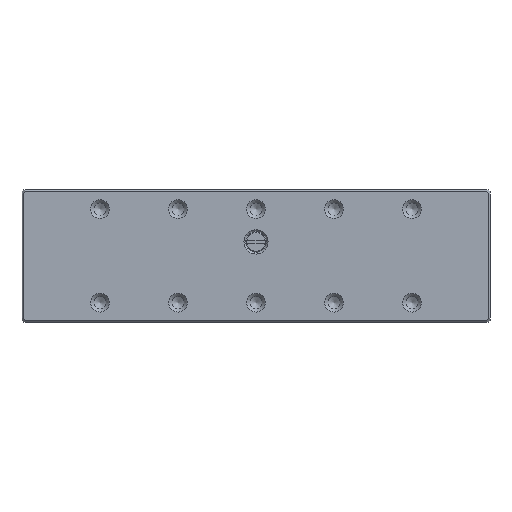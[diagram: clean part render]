
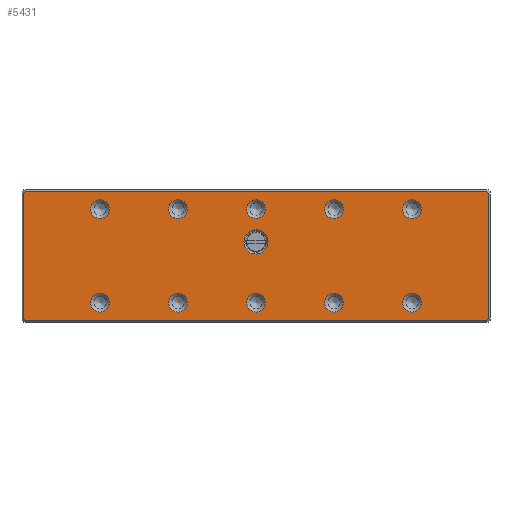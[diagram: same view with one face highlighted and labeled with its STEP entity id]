
A CAD part, top view. The second image highlights one B-rep face of the part: STEP entity #5431.
In plain terms, the highlighted planar face has unit normal (0, 0, 1).
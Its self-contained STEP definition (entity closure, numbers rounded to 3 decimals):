
#4337=FACE_BOUND('',#9745,.T.);
#4338=FACE_BOUND('',#9746,.T.);
#4339=FACE_BOUND('',#9747,.T.);
#4340=FACE_BOUND('',#9748,.T.);
#4341=FACE_BOUND('',#9749,.T.);
#4342=FACE_BOUND('',#9750,.T.);
#4343=FACE_BOUND('',#9751,.T.);
#4344=FACE_BOUND('',#9752,.T.);
#4345=FACE_BOUND('',#9753,.T.);
#4346=FACE_BOUND('',#9754,.T.);
#4347=FACE_BOUND('',#9755,.T.);
#4348=FACE_BOUND('',#9756,.T.);
#5431=ADVANCED_FACE('',(#4337,#4338,#4339,#4340,#4341,#4342,#4343,#4344,
#4345,#4346,#4347,#4348),#6926,.F.);
#6926=PLANE('',#34446);
#9745=EDGE_LOOP('',(#14442));
#9746=EDGE_LOOP('',(#14443));
#9747=EDGE_LOOP('',(#14444));
#9748=EDGE_LOOP('',(#14445));
#9749=EDGE_LOOP('',(#14446));
#9750=EDGE_LOOP('',(#14447));
#9751=EDGE_LOOP('',(#14448));
#9752=EDGE_LOOP('',(#14449));
#9753=EDGE_LOOP('',(#14450));
#9754=EDGE_LOOP('',(#14451));
#9755=EDGE_LOOP('',(#14452));
#9756=EDGE_LOOP('',(#14453,#14454,#14455,#14456,#14457,#14458,#14459,#14460));
#10803=CIRCLE('',#34435,1.55);
#10804=CIRCLE('',#34436,1.2);
#10805=CIRCLE('',#34437,1.2);
#10806=CIRCLE('',#34438,1.2);
#10807=CIRCLE('',#34439,1.2);
#10808=CIRCLE('',#34440,1.2);
#10809=CIRCLE('',#34441,1.2);
#10810=CIRCLE('',#34442,1.2);
#10811=CIRCLE('',#34443,1.2);
#10812=CIRCLE('',#34444,1.2);
#10813=CIRCLE('',#34445,1.2);
#14442=ORIENTED_EDGE('',*,*,#24375,.T.);
#14443=ORIENTED_EDGE('',*,*,#24376,.T.);
#14444=ORIENTED_EDGE('',*,*,#24377,.T.);
#14445=ORIENTED_EDGE('',*,*,#24378,.T.);
#14446=ORIENTED_EDGE('',*,*,#24379,.T.);
#14447=ORIENTED_EDGE('',*,*,#24380,.T.);
#14448=ORIENTED_EDGE('',*,*,#24381,.T.);
#14449=ORIENTED_EDGE('',*,*,#24382,.T.);
#14450=ORIENTED_EDGE('',*,*,#24383,.T.);
#14451=ORIENTED_EDGE('',*,*,#24384,.T.);
#14452=ORIENTED_EDGE('',*,*,#24385,.T.);
#14453=ORIENTED_EDGE('',*,*,#24386,.T.);
#14454=ORIENTED_EDGE('',*,*,#24387,.T.);
#14455=ORIENTED_EDGE('',*,*,#24388,.T.);
#14456=ORIENTED_EDGE('',*,*,#24389,.T.);
#14457=ORIENTED_EDGE('',*,*,#24390,.T.);
#14458=ORIENTED_EDGE('',*,*,#24391,.T.);
#14459=ORIENTED_EDGE('',*,*,#24392,.T.);
#14460=ORIENTED_EDGE('',*,*,#24393,.T.);
#21098=VERTEX_POINT('',#47045);
#21099=VERTEX_POINT('',#47047);
#21100=VERTEX_POINT('',#47049);
#21101=VERTEX_POINT('',#47051);
#21102=VERTEX_POINT('',#47053);
#21103=VERTEX_POINT('',#47055);
#21104=VERTEX_POINT('',#47057);
#21105=VERTEX_POINT('',#47059);
#21106=VERTEX_POINT('',#47061);
#21107=VERTEX_POINT('',#47063);
#21108=VERTEX_POINT('',#47065);
#21109=VERTEX_POINT('',#47067);
#21110=VERTEX_POINT('',#47068);
#21111=VERTEX_POINT('',#47070);
#21112=VERTEX_POINT('',#47072);
#21113=VERTEX_POINT('',#47074);
#21114=VERTEX_POINT('',#47076);
#21115=VERTEX_POINT('',#47078);
#21116=VERTEX_POINT('',#47080);
#24375=EDGE_CURVE('',#21098,#21098,#10803,.T.);
#24376=EDGE_CURVE('',#21099,#21099,#10804,.T.);
#24377=EDGE_CURVE('',#21100,#21100,#10805,.T.);
#24378=EDGE_CURVE('',#21101,#21101,#10806,.T.);
#24379=EDGE_CURVE('',#21102,#21102,#10807,.T.);
#24380=EDGE_CURVE('',#21103,#21103,#10808,.T.);
#24381=EDGE_CURVE('',#21104,#21104,#10809,.T.);
#24382=EDGE_CURVE('',#21105,#21105,#10810,.T.);
#24383=EDGE_CURVE('',#21106,#21106,#10811,.T.);
#24384=EDGE_CURVE('',#21107,#21107,#10812,.T.);
#24385=EDGE_CURVE('',#21108,#21108,#10813,.T.);
#24386=EDGE_CURVE('',#21109,#21110,#28361,.T.);
#24387=EDGE_CURVE('',#21110,#21111,#28362,.T.);
#24388=EDGE_CURVE('',#21111,#21112,#28363,.T.);
#24389=EDGE_CURVE('',#21112,#21113,#28364,.T.);
#24390=EDGE_CURVE('',#21113,#21114,#28365,.T.);
#24391=EDGE_CURVE('',#21114,#21115,#28366,.T.);
#24392=EDGE_CURVE('',#21115,#21116,#28367,.T.);
#24393=EDGE_CURVE('',#21116,#21109,#28368,.T.);
#28361=LINE('',#47066,#32099);
#28362=LINE('',#47069,#32100);
#28363=LINE('',#47071,#32101);
#28364=LINE('',#47073,#32102);
#28365=LINE('',#47075,#32103);
#28366=LINE('',#47077,#32104);
#28367=LINE('',#47079,#32105);
#28368=LINE('',#47081,#32106);
#32099=VECTOR('',#38573,1.);
#32100=VECTOR('',#38574,1.);
#32101=VECTOR('',#38575,1.);
#32102=VECTOR('',#38576,1.);
#32103=VECTOR('',#38577,1.);
#32104=VECTOR('',#38578,1.);
#32105=VECTOR('',#38579,1.);
#32106=VECTOR('',#38580,1.);
#34435=AXIS2_PLACEMENT_3D('',#47044,#38551,#38552);
#34436=AXIS2_PLACEMENT_3D('',#47046,#38553,#38554);
#34437=AXIS2_PLACEMENT_3D('',#47048,#38555,#38556);
#34438=AXIS2_PLACEMENT_3D('',#47050,#38557,#38558);
#34439=AXIS2_PLACEMENT_3D('',#47052,#38559,#38560);
#34440=AXIS2_PLACEMENT_3D('',#47054,#38561,#38562);
#34441=AXIS2_PLACEMENT_3D('',#47056,#38563,#38564);
#34442=AXIS2_PLACEMENT_3D('',#47058,#38565,#38566);
#34443=AXIS2_PLACEMENT_3D('',#47060,#38567,#38568);
#34444=AXIS2_PLACEMENT_3D('',#47062,#38569,#38570);
#34445=AXIS2_PLACEMENT_3D('',#47064,#38571,#38572);
#34446=AXIS2_PLACEMENT_3D('',#47082,#38581,#38582);
#38551=DIRECTION('',(0.,0.,-1.));
#38552=DIRECTION('',(-1.,0.,0.));
#38553=DIRECTION('',(0.,0.,-1.));
#38554=DIRECTION('',(-1.,0.,0.));
#38555=DIRECTION('',(0.,0.,-1.));
#38556=DIRECTION('',(-1.,0.,0.));
#38557=DIRECTION('',(0.,0.,-1.));
#38558=DIRECTION('',(-1.,0.,0.));
#38559=DIRECTION('',(0.,0.,-1.));
#38560=DIRECTION('',(-1.,0.,0.));
#38561=DIRECTION('',(0.,0.,-1.));
#38562=DIRECTION('',(-1.,0.,0.));
#38563=DIRECTION('',(0.,0.,-1.));
#38564=DIRECTION('',(-1.,0.,0.));
#38565=DIRECTION('',(0.,0.,-1.));
#38566=DIRECTION('',(-1.,0.,0.));
#38567=DIRECTION('',(0.,0.,-1.));
#38568=DIRECTION('',(-1.,0.,0.));
#38569=DIRECTION('',(0.,0.,-1.));
#38570=DIRECTION('',(-1.,0.,0.));
#38571=DIRECTION('',(0.,0.,-1.));
#38572=DIRECTION('',(-1.,0.,0.));
#38573=DIRECTION('',(-0.577,-0.816,0.));
#38574=DIRECTION('',(0.,-1.,0.));
#38575=DIRECTION('',(0.577,-0.816,0.));
#38576=DIRECTION('',(1.,0.,0.));
#38577=DIRECTION('',(0.577,0.816,0.));
#38578=DIRECTION('',(0.,1.,0.));
#38579=DIRECTION('',(-0.577,0.816,0.));
#38580=DIRECTION('',(-1.,0.,0.));
#38581=DIRECTION('',(0.,0.,-1.));
#38582=DIRECTION('',(1.,0.,0.));
#47044=CARTESIAN_POINT('',(0.,1.8,8.));
#47045=CARTESIAN_POINT('',(-1.55,1.8,8.));
#47046=CARTESIAN_POINT('',(20.,6.,8.));
#47047=CARTESIAN_POINT('',(18.8,6.,8.));
#47048=CARTESIAN_POINT('',(10.,6.,8.));
#47049=CARTESIAN_POINT('',(8.8,6.,8.));
#47050=CARTESIAN_POINT('',(0.,6.,8.));
#47051=CARTESIAN_POINT('',(-1.2,6.,8.));
#47052=CARTESIAN_POINT('',(-10.,6.,8.));
#47053=CARTESIAN_POINT('',(-11.2,6.,8.));
#47054=CARTESIAN_POINT('',(20.,-6.,8.));
#47055=CARTESIAN_POINT('',(18.8,-6.,8.));
#47056=CARTESIAN_POINT('',(10.,-6.,8.));
#47057=CARTESIAN_POINT('',(8.8,-6.,8.));
#47058=CARTESIAN_POINT('',(0.,-6.,8.));
#47059=CARTESIAN_POINT('',(-1.2,-6.,8.));
#47060=CARTESIAN_POINT('',(-10.,-6.,8.));
#47061=CARTESIAN_POINT('',(-11.2,-6.,8.));
#47062=CARTESIAN_POINT('',(-20.,6.,8.));
#47063=CARTESIAN_POINT('',(-21.2,6.,8.));
#47064=CARTESIAN_POINT('',(-20.,-6.,8.));
#47065=CARTESIAN_POINT('',(-21.2,-6.,8.));
#47066=CARTESIAN_POINT('',(-29.937,7.823,8.));
#47067=CARTESIAN_POINT('',(-29.6,8.3,8.));
#47068=CARTESIAN_POINT('',(-29.8,8.017,8.));
#47069=CARTESIAN_POINT('',(-29.8,8.5,8.));
#47070=CARTESIAN_POINT('',(-29.8,-8.017,8.));
#47071=CARTESIAN_POINT('',(-29.937,-7.823,8.));
#47072=CARTESIAN_POINT('',(-29.6,-8.3,8.));
#47073=CARTESIAN_POINT('',(30.,-8.3,8.));
#47074=CARTESIAN_POINT('',(29.6,-8.3,8.));
#47075=CARTESIAN_POINT('',(29.937,-7.823,8.));
#47076=CARTESIAN_POINT('',(29.8,-8.017,8.));
#47077=CARTESIAN_POINT('',(29.8,7.734,8.));
#47078=CARTESIAN_POINT('',(29.8,8.017,8.));
#47079=CARTESIAN_POINT('',(29.937,7.823,8.));
#47080=CARTESIAN_POINT('',(29.6,8.3,8.));
#47081=CARTESIAN_POINT('',(30.,8.3,8.));
#47082=CARTESIAN_POINT('',(30.,8.5,8.));
